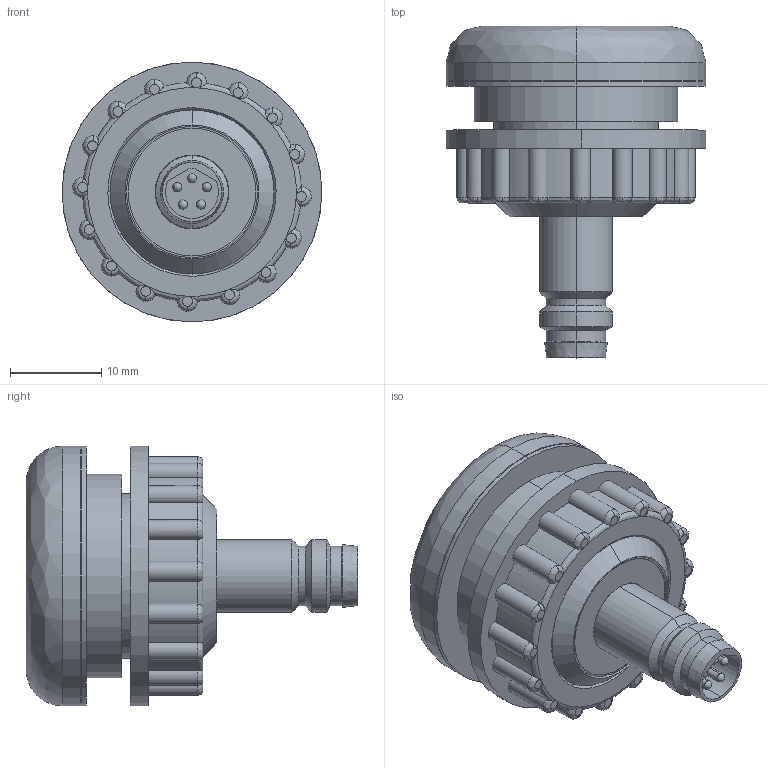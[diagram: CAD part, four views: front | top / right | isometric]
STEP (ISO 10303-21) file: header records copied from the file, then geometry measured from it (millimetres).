
FILE_DESCRIPTION (( 'STEP AP203' ), '1' );
FILE_NAME ('CHT1-158B-30-CPM20.step', '2020-02-06T11:56:50', ( '' ), ( '' ), 'SwSTEP 2.0', 'SolidWorks 2019', '' );
FILE_SCHEMA (( 'CONFIG_CONTROL_DESIGN' ));
Length unit declared in the file: millimetre
Products named in the file (1): CHT1-158B-30-CPM20
Bounding box: 28.5 x 36.4 x 28.5 mm (x, y, z)
Volume: 7381.2 mm3; surface area: 9165.4 mm2
Topology: 15 solids, 15 shells, 232 faces, 500 edges, 290 vertices
Faces by surface type: cylinder 90, bspline 79, plane 45, cone 18
Entity records: 10766 total; most frequent: CARTESIAN_POINT 6186, ORIENTED_EDGE 980, DIRECTION 900, EDGE_CURVE 490, AXIS2_PLACEMENT_3D 393, VERTEX_POINT 290, EDGE_LOOP 248, CIRCLE 239
